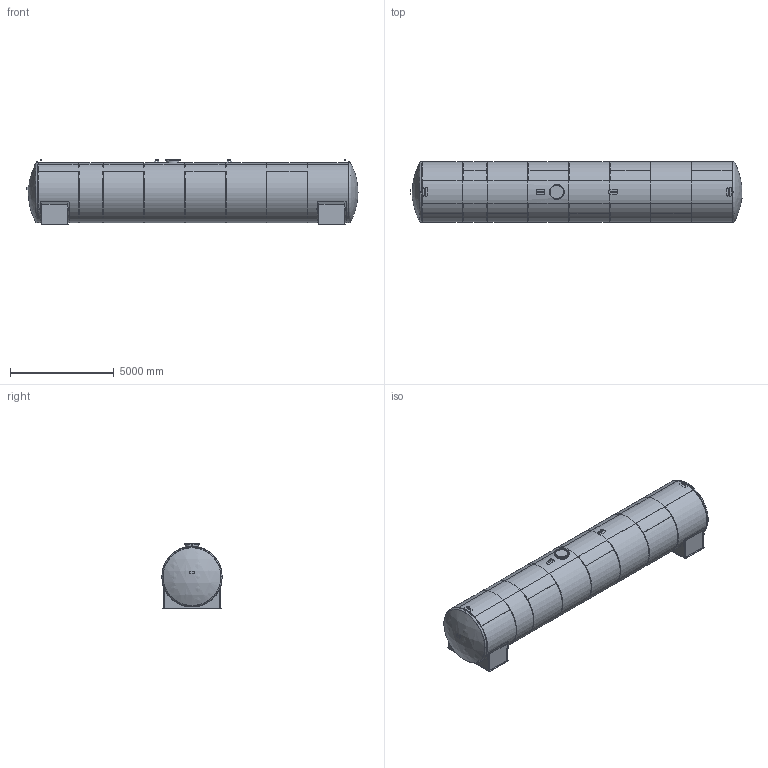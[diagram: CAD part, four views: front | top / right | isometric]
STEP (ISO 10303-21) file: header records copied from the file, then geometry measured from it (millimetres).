
FILE_DESCRIPTION(/* description */ (''),/* implementation_level */ '2;1');
FILE_NAME(/* name */ 'dh3c_cad-101300_202208.stp',/* time_stamp */ '2022-09-05T16:19:37+02:00',/* author */ ('mh'),/* organization */ (''),/* preprocessor_version */ 'ST-DEVELOPER v18.1',/* originating_system */ 'Autodesk Inventor 2022',/* authorisation */ '');
FILE_SCHEMA (('AUTOMOTIVE_DESIGN { 1 0 10303 214 3 1 1 }'));
Length unit declared in the file: millimetre
Products named in the file (1): Bauteil14
Bounding box: 16011.35 x 2910 x 3165.17 mm (x, y, z)
Surface area: 635721932.8 mm2 (no closed solid volume)
Topology: 0 solids, 153 shells, 1654 faces, 3537 edges, 2258 vertices
Faces by surface type: plane 932, cone 352, cylinder 338, bspline 16, sphere 8, torus 8
Full cylindrical faces by diameter (mm): 13.835 x32, 16 x32, 17 x32, 18 x64, 18.631 x2, 22.49 x32, 26.4 x2, 30 x32, 30.291 x2, 39.5 x2, 580 x1, 600 x2, 630 x1, 660 x1, 720 x2, 2882 x10, 2900 x12, 2910 x2
Entity records: 47087 total; most frequent: CARTESIAN_POINT 10688, ORIENTED_EDGE 7074, DIRECTION 7073, EDGE_CURVE 3537, AXIS2_PLACEMENT_3D 2725, VERTEX_POINT 2258, EDGE_LOOP 1997, FACE_OUTER_BOUND 1654
